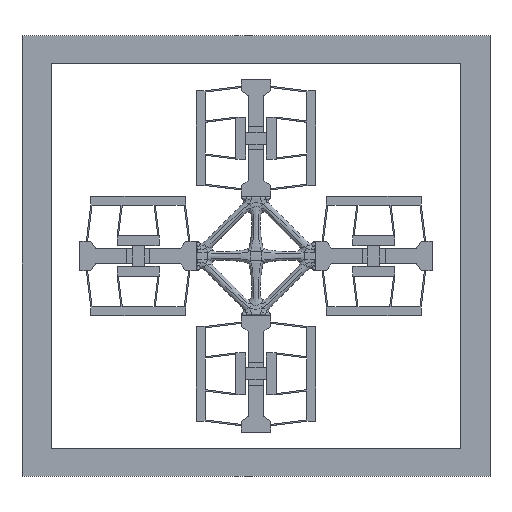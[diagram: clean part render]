
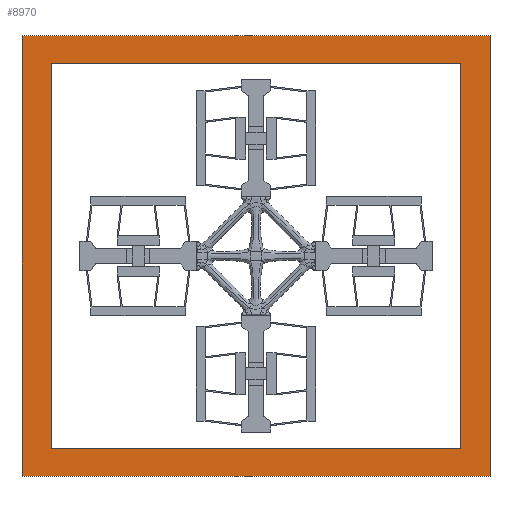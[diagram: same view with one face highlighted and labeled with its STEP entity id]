
A CAD part, top view. The second image highlights one B-rep face of the part: STEP entity #8970.
In plain terms, the highlighted planar face has unit normal (0, 0, 1).
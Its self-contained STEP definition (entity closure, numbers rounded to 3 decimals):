
#92=FACE_BOUND('',#3155,.T.);
#1014=LINE('',#47854,#1958);
#1018=LINE('',#47862,#1962);
#1021=LINE('',#47868,#1965);
#1024=LINE('',#47873,#1968);
#1026=LINE('',#47878,#1970);
#1030=LINE('',#47886,#1974);
#1033=LINE('',#47892,#1977);
#1036=LINE('',#47897,#1980);
#1958=VECTOR('',#10970,10.);
#1962=VECTOR('',#10976,10.);
#1965=VECTOR('',#10981,10.);
#1968=VECTOR('',#10986,10.);
#1970=VECTOR('',#10990,10.);
#1974=VECTOR('',#10996,10.);
#1977=VECTOR('',#11001,10.);
#1980=VECTOR('',#11006,10.);
#2618=FACE_OUTER_BOUND('',#3154,.T.);
#3154=EDGE_LOOP('',(#8112,#8113,#8114,#8115));
#3155=EDGE_LOOP('',(#8116,#8117,#8118,#8119));
#4290=VERTEX_POINT('',#47852);
#4291=VERTEX_POINT('',#47853);
#4294=VERTEX_POINT('',#47861);
#4296=VERTEX_POINT('',#47867);
#4298=VERTEX_POINT('',#47876);
#4299=VERTEX_POINT('',#47877);
#4302=VERTEX_POINT('',#47885);
#4304=VERTEX_POINT('',#47891);
#5556=EDGE_CURVE('',#4290,#4291,#1014,.T.);
#5560=EDGE_CURVE('',#4291,#4294,#1018,.T.);
#5563=EDGE_CURVE('',#4294,#4296,#1021,.T.);
#5566=EDGE_CURVE('',#4296,#4290,#1024,.T.);
#5568=EDGE_CURVE('',#4298,#4299,#1026,.T.);
#5572=EDGE_CURVE('',#4302,#4298,#1030,.T.);
#5575=EDGE_CURVE('',#4304,#4302,#1033,.T.);
#5578=EDGE_CURVE('',#4299,#4304,#1036,.T.);
#8112=ORIENTED_EDGE('',*,*,#5578,.F.);
#8113=ORIENTED_EDGE('',*,*,#5568,.F.);
#8114=ORIENTED_EDGE('',*,*,#5572,.F.);
#8115=ORIENTED_EDGE('',*,*,#5575,.F.);
#8116=ORIENTED_EDGE('',*,*,#5566,.T.);
#8117=ORIENTED_EDGE('',*,*,#5556,.T.);
#8118=ORIENTED_EDGE('',*,*,#5560,.T.);
#8119=ORIENTED_EDGE('',*,*,#5563,.T.);
#8478=PLANE('',#9360);
#8970=ADVANCED_FACE('',(#2618,#92),#8478,.T.);
#9360=AXIS2_PLACEMENT_3D('',#47899,#11008,#11009);
#10970=DIRECTION('',(0.,-1.,0.));
#10976=DIRECTION('',(-1.,0.,0.));
#10981=DIRECTION('',(0.,1.,0.));
#10986=DIRECTION('',(1.,0.,0.));
#10990=DIRECTION('',(0.,1.,0.));
#10996=DIRECTION('',(-1.,0.,0.));
#11001=DIRECTION('',(0.,-1.,0.));
#11006=DIRECTION('',(1.,0.,0.));
#11008=DIRECTION('center_axis',(0.,0.,1.));
#11009=DIRECTION('ref_axis',(-1.,0.,0.));
#47852=CARTESIAN_POINT('',(40.692,38.292,0.));
#47853=CARTESIAN_POINT('',(40.692,-38.292,0.));
#47854=CARTESIAN_POINT('',(40.692,38.292,0.));
#47861=CARTESIAN_POINT('',(-40.692,-38.292,0.));
#47862=CARTESIAN_POINT('',(40.692,-38.292,0.));
#47867=CARTESIAN_POINT('',(-40.692,38.292,0.));
#47868=CARTESIAN_POINT('',(-40.692,-38.292,0.));
#47873=CARTESIAN_POINT('',(-40.692,38.292,0.));
#47876=CARTESIAN_POINT('',(-46.557,-43.812,0.));
#47877=CARTESIAN_POINT('',(-46.557,43.812,0.));
#47878=CARTESIAN_POINT('',(-46.557,-43.812,0.));
#47885=CARTESIAN_POINT('',(46.557,-43.812,0.));
#47886=CARTESIAN_POINT('',(46.557,-43.812,0.));
#47891=CARTESIAN_POINT('',(46.557,43.812,0.));
#47892=CARTESIAN_POINT('',(46.557,43.812,0.));
#47897=CARTESIAN_POINT('',(-46.557,43.812,0.));
#47899=CARTESIAN_POINT('Origin',(0.,0.,0.));
